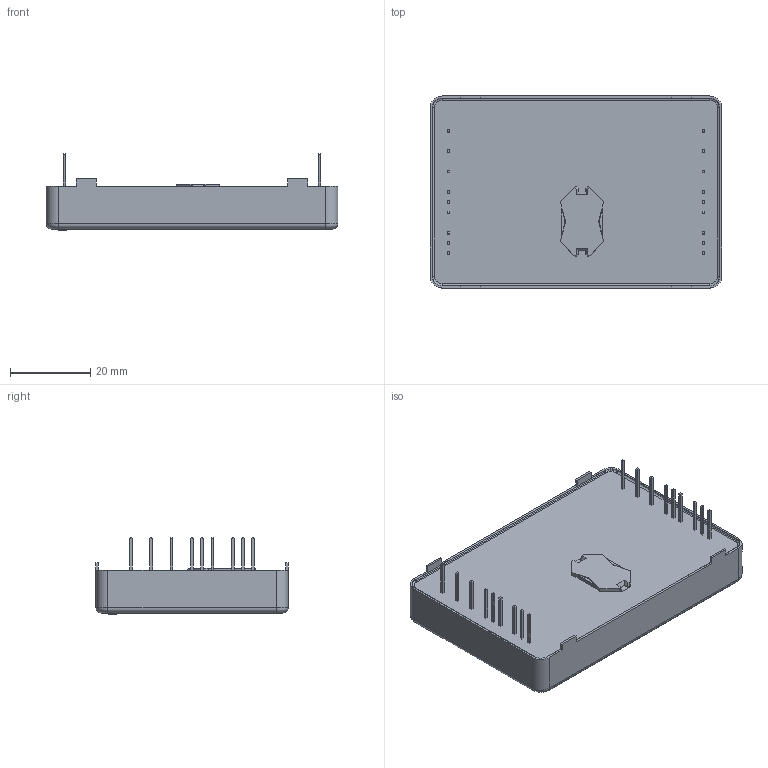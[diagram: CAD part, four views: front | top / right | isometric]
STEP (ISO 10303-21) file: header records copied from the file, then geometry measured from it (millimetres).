
FILE_DESCRIPTION(/* description */ ('Alibre Inc.'),/* implementation_level */ '2;1');
FILE_NAME(/* name */ 'export0',/* time_stamp */ '2011-07-13T17:12:05+02:00',/* author */ (''),/* organization */ (''),/* preprocessor_version */ 'ST-DEVELOPER v12',/* originating_system */ 'Alibre',/* authorisation */ '');
FILE_SCHEMA (('AUTOMOTIVE_DESIGN'));
Length unit declared in the file: centimetre
Bounding box: 72.7 x 47.91 x 19.04 mm (x, y, z)
Volume: 5286.6 mm3; surface area: 21380 mm2
Topology: 2 solids, 2 shells, 1177 faces, 3149 edges, 2034 vertices
Faces by surface type: plane 1046, cylinder 64, bspline 55, torus 12
Full cylindrical faces by diameter (mm): 1.035 x1, 1.048 x1, 2 x1, 6.4 x1, 6.5 x1, 7.55 x1, 12.3 x2
Entity records: 33347 total; most frequent: CARTESIAN_POINT 6455, ORIENTED_EDGE 6280, DIRECTION 3955, EDGE_CURVE 3140, VECTOR 2669, LINE 2669, VERTEX_POINT 2033, EDGE_LOOP 1313
